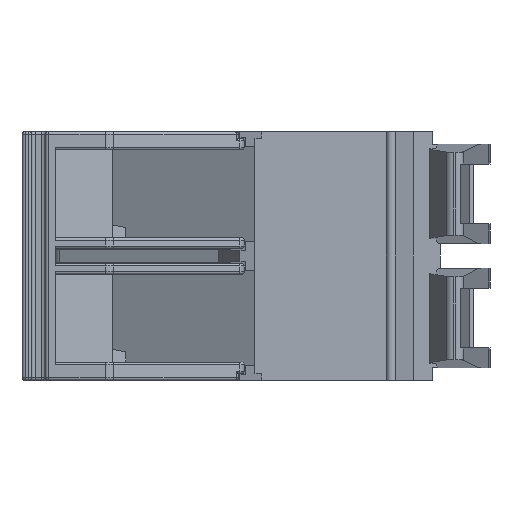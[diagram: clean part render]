
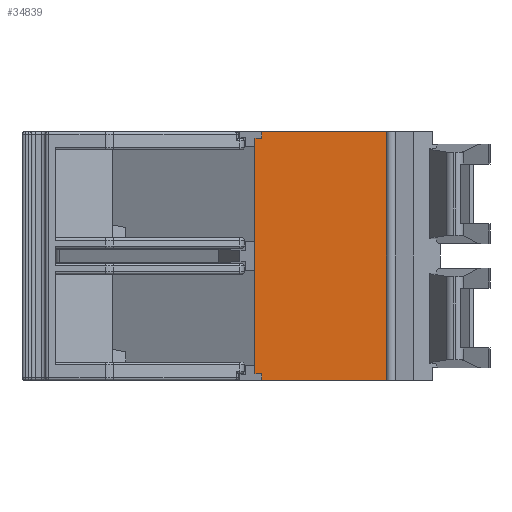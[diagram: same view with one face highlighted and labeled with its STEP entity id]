
A CAD part, front view. The second image highlights one B-rep face of the part: STEP entity #34839.
In plain terms, the highlighted planar face has unit normal (0, -1, 0).
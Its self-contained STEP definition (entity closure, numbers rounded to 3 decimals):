
#610=DIRECTION('',(0.,0.,-1.));
#611=VECTOR('',#610,0.4);
#612=CARTESIAN_POINT('',(5.156,-28.9,-10.85));
#613=LINE('',#612,#611);
#650=DIRECTION('',(0.,0.,-1.));
#651=VECTOR('',#650,0.4);
#652=CARTESIAN_POINT('',(5.156,-28.9,3.75));
#653=LINE('',#652,#651);
#690=DIRECTION('',(1.,0.,0.));
#691=VECTOR('',#690,0.406);
#692=CARTESIAN_POINT('',(4.75,-28.9,-10.85));
#693=LINE('',#692,#691);
#1739=DIRECTION('',(-1.,0.,0.));
#1740=VECTOR('',#1739,7.516);
#1741=CARTESIAN_POINT('',(12.672,-28.9,-11.25));
#1742=LINE('',#1741,#1740);
#1833=DIRECTION('',(-1.,0.,0.));
#1834=VECTOR('',#1833,7.516);
#1835=CARTESIAN_POINT('',(12.672,-28.9,3.75));
#1836=LINE('',#1835,#1834);
#6651=DIRECTION('',(0.,0.,1.));
#6652=VECTOR('',#6651,14.2);
#6653=CARTESIAN_POINT('',(4.75,-28.9,-10.85));
#6654=LINE('',#6653,#6652);
#6655=DIRECTION('',(0.,0.,-1.));
#6656=VECTOR('',#6655,15.);
#6657=CARTESIAN_POINT('',(12.672,-28.9,3.75));
#6658=LINE('',#6657,#6656);
#6659=DIRECTION('',(1.,0.,0.));
#6660=VECTOR('',#6659,0.406);
#6661=CARTESIAN_POINT('',(4.75,-28.9,3.35));
#6662=LINE('',#6661,#6660);
#19456=CARTESIAN_POINT('',(12.672,-28.9,3.75));
#19457=VERTEX_POINT('',#19456);
#19458=CARTESIAN_POINT('',(5.156,-28.9,3.75));
#19459=VERTEX_POINT('',#19458);
#19744=CARTESIAN_POINT('',(12.672,-28.9,-11.25));
#19745=VERTEX_POINT('',#19744);
#19746=CARTESIAN_POINT('',(5.156,-28.9,-11.25));
#19747=VERTEX_POINT('',#19746);
#23862=CARTESIAN_POINT('',(4.75,-28.9,-10.85));
#23863=CARTESIAN_POINT('',(4.75,-28.9,3.35));
#23864=VERTEX_POINT('',#23862);
#23865=VERTEX_POINT('',#23863);
#23867=CARTESIAN_POINT('',(5.156,-28.9,-10.85));
#23869=VERTEX_POINT('',#23867);
#23871=CARTESIAN_POINT('',(5.156,-28.9,3.35));
#23873=VERTEX_POINT('',#23871);
#34823=CARTESIAN_POINT('',(12.672,-28.9,-5.));
#34824=DIRECTION('',(0.,1.,0.));
#34825=DIRECTION('',(-1.,0.,0.));
#34826=AXIS2_PLACEMENT_3D('',#34823,#34824,#34825);
#34827=PLANE('',#34826);
#34828=ORIENTED_EDGE('',*,*,#26180,.F.);
#34829=ORIENTED_EDGE('',*,*,#26250,.F.);
#34830=ORIENTED_EDGE('',*,*,#26274,.T.);
#34832=ORIENTED_EDGE('',*,*,#34831,.T.);
#34833=ORIENTED_EDGE('',*,*,#26214,.F.);
#34834=ORIENTED_EDGE('',*,*,#27298,.F.);
#34835=ORIENTED_EDGE('',*,*,#34817,.T.);
#34836=ORIENTED_EDGE('',*,*,#27178,.T.);
#34837=EDGE_LOOP('',(#34828,#34829,#34830,#34832,#34833,#34834,#34835,#34836));
#34838=FACE_OUTER_BOUND('',#34837,.F.);
#34839=ADVANCED_FACE('',(#34838),#34827,.F.);
#26180=EDGE_CURVE('',#23869,#19747,#613,.T.);
#26214=EDGE_CURVE('',#19459,#23873,#653,.T.);
#26250=EDGE_CURVE('',#23864,#23869,#693,.T.);
#26274=EDGE_CURVE('',#23864,#23865,#6654,.T.);
#27178=EDGE_CURVE('',#19745,#19747,#1742,.T.);
#27298=EDGE_CURVE('',#19457,#19459,#1836,.T.);
#34817=EDGE_CURVE('',#19457,#19745,#6658,.T.);
#34831=EDGE_CURVE('',#23865,#23873,#6662,.T.);
